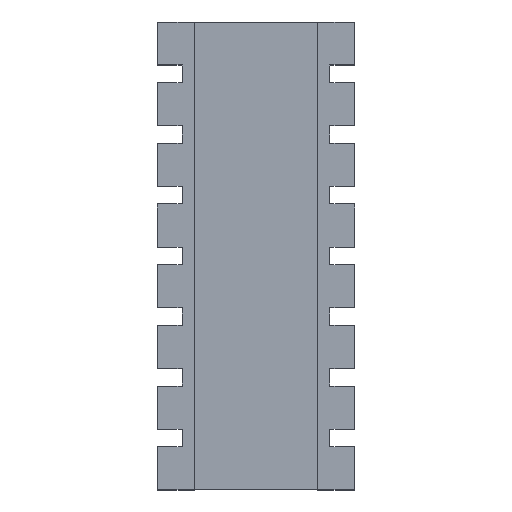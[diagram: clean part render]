
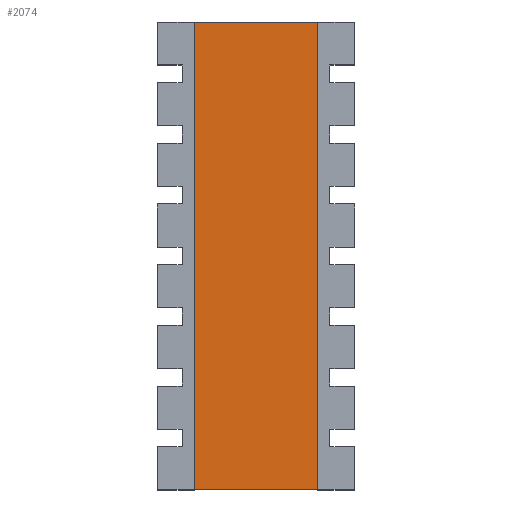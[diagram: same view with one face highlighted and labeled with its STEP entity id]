
A CAD part, top view. The second image highlights one B-rep face of the part: STEP entity #2074.
In plain terms, the highlighted planar face has unit normal (0, 0, 1).
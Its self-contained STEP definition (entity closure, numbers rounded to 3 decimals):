
#955=DIRECTION('',(1.,0.,0.));
#956=VECTOR('',#955,1.);
#957=CARTESIAN_POINT('',(-0.5,-1.9,0.46));
#958=LINE('',#957,#956);
#962=DIRECTION('',(0.,-1.,0.));
#963=VECTOR('',#962,3.8);
#964=CARTESIAN_POINT('',(-0.5,1.9,0.46));
#965=LINE('',#964,#963);
#969=DIRECTION('',(-1.,0.,0.));
#970=VECTOR('',#969,1.);
#971=CARTESIAN_POINT('',(0.5,1.9,0.46));
#972=LINE('',#971,#970);
#976=DIRECTION('',(0.,1.,0.));
#977=VECTOR('',#976,3.8);
#978=CARTESIAN_POINT('',(0.5,-1.9,0.46));
#979=LINE('',#978,#977);
#1701=CARTESIAN_POINT('',(-0.5,-1.9,0.46));
#1702=CARTESIAN_POINT('',(0.5,-1.9,0.46));
#1703=VERTEX_POINT('',#1701);
#1704=VERTEX_POINT('',#1702);
#1705=CARTESIAN_POINT('',(0.5,1.9,0.46));
#1706=VERTEX_POINT('',#1705);
#1707=CARTESIAN_POINT('',(-0.5,1.9,0.46));
#1708=VERTEX_POINT('',#1707);
#2061=CARTESIAN_POINT('',(0.,0.,0.46));
#2062=DIRECTION('',(0.,0.,1.));
#2063=DIRECTION('',(0.,1.,0.));
#2064=AXIS2_PLACEMENT_3D('',#2061,#2062,#2063);
#2065=PLANE('',#2064);
#2066=ORIENTED_EDGE('',*,*,#1885,.F.);
#2068=ORIENTED_EDGE('',*,*,#2067,.F.);
#2070=ORIENTED_EDGE('',*,*,#2069,.F.);
#2071=ORIENTED_EDGE('',*,*,#2054,.F.);
#2072=EDGE_LOOP('',(#2066,#2068,#2070,#2071));
#2073=FACE_OUTER_BOUND('',#2072,.F.);
#2074=ADVANCED_FACE('',(#2073),#2065,.T.);
#1885=EDGE_CURVE('',#1703,#1704,#958,.T.);
#2054=EDGE_CURVE('',#1704,#1706,#979,.T.);
#2067=EDGE_CURVE('',#1708,#1703,#965,.T.);
#2069=EDGE_CURVE('',#1706,#1708,#972,.T.);
